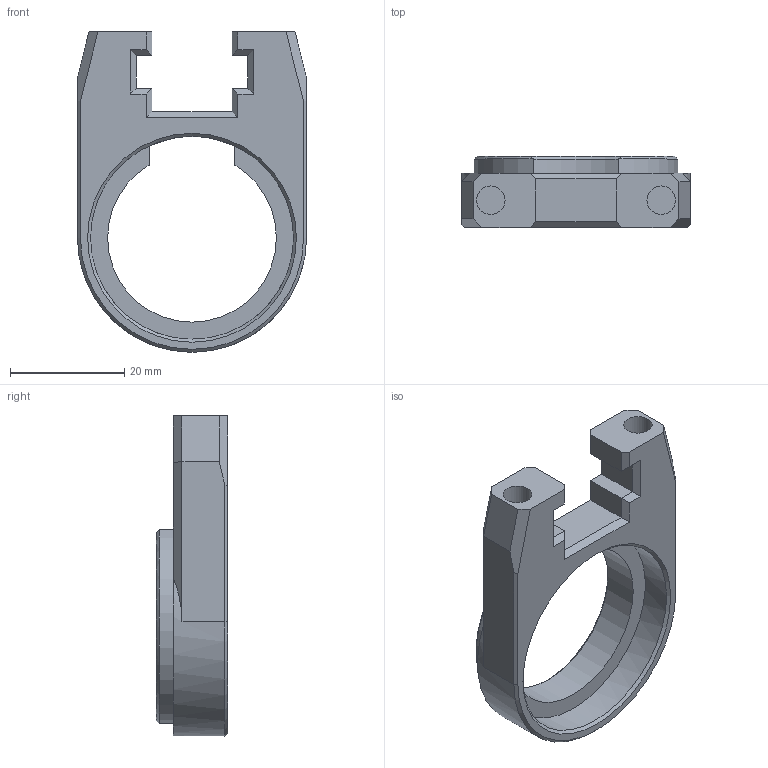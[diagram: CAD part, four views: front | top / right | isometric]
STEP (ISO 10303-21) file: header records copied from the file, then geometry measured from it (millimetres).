
FILE_DESCRIPTION(/* description */ ('','CAx-IF Rec.Pracs.---Representation and Presentation of Product Manufacturing Information (PMI)---4.0---2014-10-13'),/* implementation_level */ '2;1');
FILE_NAME(/* name */ 'Holder.step',/* time_stamp */ '2025-02-08T17:11:53-05:00',/* author */ (''),/* organization */ (''),/* preprocessor_version */ 'ST-DEVELOPER v20',/* originating_system */ 'Autodesk Translation Framework v13.20.0.188',/* authorisation */ '');
FILE_SCHEMA (('AP242_MANAGED_MODEL_BASED_3D_ENGINEERING_MIM_LF { 1 0 10303 442 1 1 4 }'));
Length unit declared in the file: millimetre
Products named in the file (1): Mic Components Holder
Bounding box: 40 x 12.5 x 56 mm (x, y, z)
Volume: 9344.5 mm3; surface area: 5607.8 mm2
Topology: 1 solids, 1 shells, 67 faces, 160 edges, 97 vertices
Faces by surface type: plane 57, cylinder 6, cone 4
Full cylindrical faces by diameter (mm): 5 x2, 35.5 x1
Entity records: 1923 total; most frequent: CARTESIAN_POINT 337, ORIENTED_EDGE 320, DIRECTION 312, EDGE_CURVE 160, LINE 136, VECTOR 136, VERTEX_POINT 97, AXIS2_PLACEMENT_3D 88
